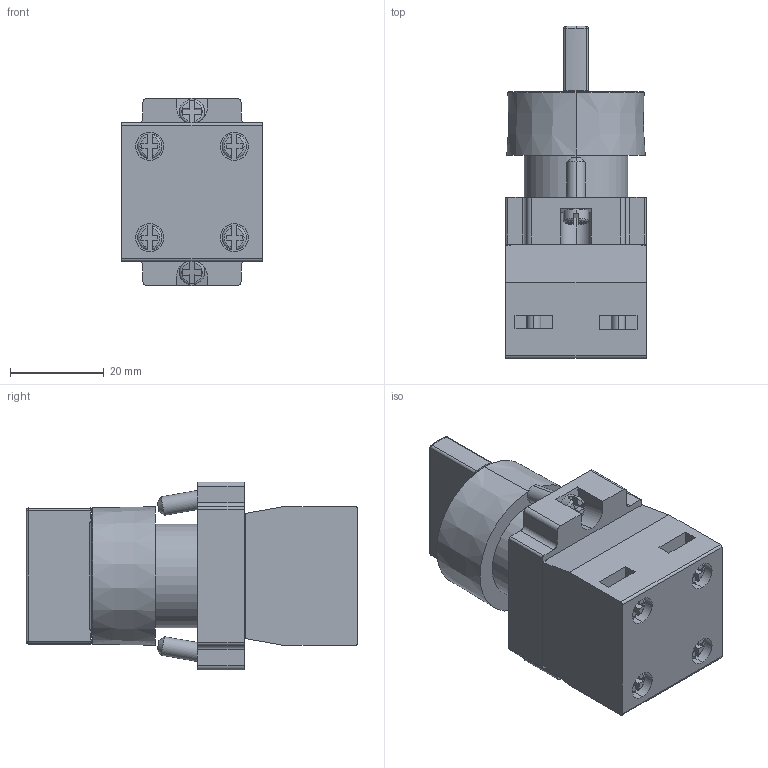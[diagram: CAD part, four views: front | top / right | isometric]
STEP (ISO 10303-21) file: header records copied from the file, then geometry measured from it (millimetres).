
FILE_DESCRIPTION (( 'STEP AP203' ), '1' );
FILE_NAME ('Ïåðåêëþ÷àòåëü BD33 3P.STEP', '2018-09-04T07:01:49', ( '' ), ( '' ), 'SwSTEP 2.0', 'SolidWorks 2017', '' );
FILE_SCHEMA (( 'CONFIG_CONTROL_DESIGN' ));
Length unit declared in the file: millimetre
Products named in the file (1): Ïåðåêëþ÷àòåëü BD33 3P
Bounding box: 30 x 70.7 x 40 mm (x, y, z)
Volume: 41948.9 mm3; surface area: 14363.5 mm2
Topology: 1 solids, 1 shells, 278 faces, 713 edges, 460 vertices
Faces by surface type: plane 171, cylinder 76, torus 15, cone 12, sphere 4
Entity records: 8561 total; most frequent: CARTESIAN_POINT 1640, DIRECTION 1422, ORIENTED_EDGE 1418, EDGE_CURVE 709, VECTOR 474, AXIS2_PLACEMENT_3D 474, LINE 474, VERTEX_POINT 460
